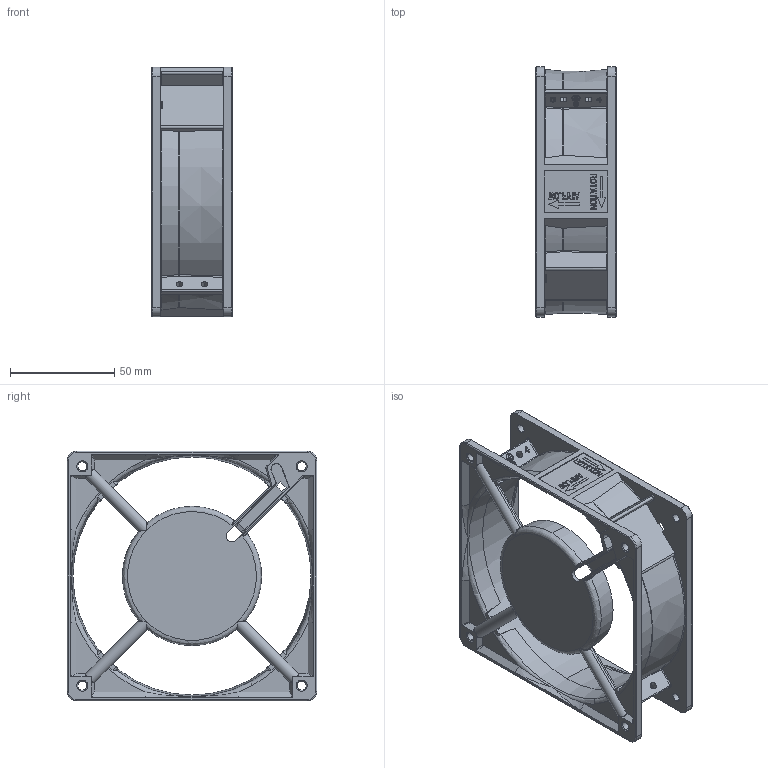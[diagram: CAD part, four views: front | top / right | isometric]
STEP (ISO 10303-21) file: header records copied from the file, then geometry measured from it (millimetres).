
FILE_DESCRIPTION((''),'2;1');
FILE_NAME('AA12038CF_FRAME','2020-02-07T',('a000380'),(''),'PRO/ENGINEER BY PARAMETRIC TECHNOLOGY CORPORATION, 2010100','PRO/ENGINEER BY PARAMETRIC TECHNOLOGY CORPORATION, 2010100','');
FILE_SCHEMA(('CONFIG_CONTROL_DESIGN'));
Length unit declared in the file: millimetre
Products named in the file (1): AA12038CF_FRAME
Bounding box: 38.51 x 119.5 x 119.5 mm (x, y, z)
Volume: 47183.8 mm3; surface area: 57459.4 mm2
Topology: 1 solids, 1 shells, 1064 faces, 2896 edges, 1858 vertices
Faces by surface type: plane 740, cylinder 149, torus 61, cone 49, bspline 47, sphere 14, revolution 4
Entity records: 37288 total; most frequent: CARTESIAN_POINT 10885, ORIENTED_EDGE 5764, DIRECTION 5005, EDGE_CURVE 2882, VECTOR 2141, LINE 2141, VERTEX_POINT 1858, AXIS2_PLACEMENT_3D 1430
